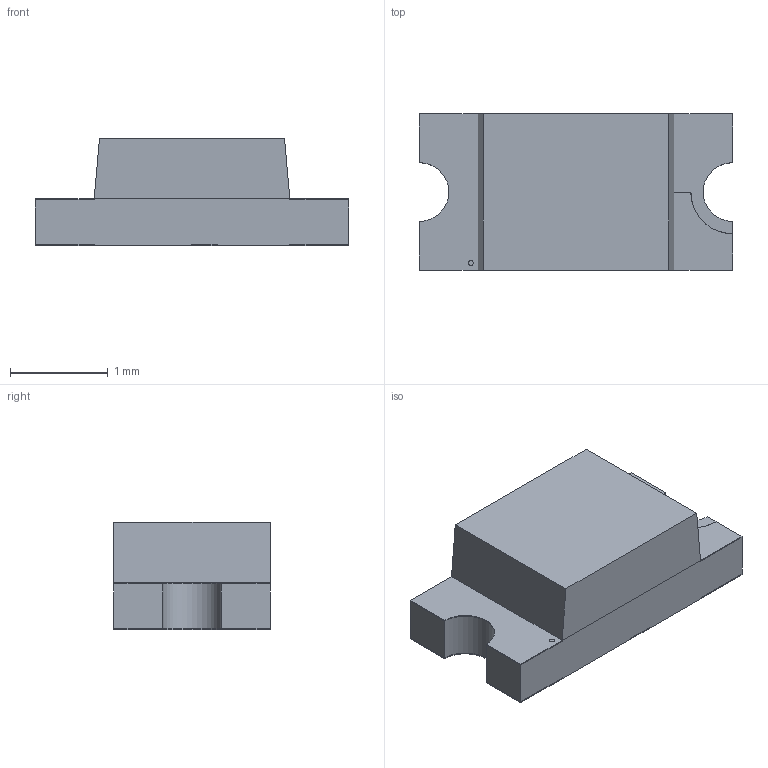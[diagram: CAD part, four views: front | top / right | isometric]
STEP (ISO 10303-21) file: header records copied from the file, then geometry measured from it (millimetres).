
FILE_DESCRIPTION(/* description */ ('Unknown'),/* implementation_level */ '2;1');
FILE_NAME(/* name */ '154120T1DA400',/* time_stamp */ '2018-07-05T08:31:09+02:00',/* author */ ('Unknown'),/* organization */ ('Unknown'),/* preprocessor_version */ 'ST-DEVELOPER v16.7',/* originating_system */ 'DEX',/* authorisation */ $);
FILE_SCHEMA (('AUTOMOTIVE_DESIGN {1 0 10303 214 3 1 1}'));
Length unit declared in the file: millimetre
Products named in the file (4): 154120T1DA400; PCB; Pins; Resin
Assembly tree (3 placements, depth 2):
  154120T1DA400
    PCB
    Pins
    Resin
Bounding box: 3.2 x 1.6 x 1.1 mm (x, y, z)
Volume: 4.3 mm3; surface area: 33 mm2
Topology: 8 solids, 8 shells, 90 faces, 219 edges, 146 vertices
Faces by surface type: plane 79, cylinder 11
Full cylindrical faces by diameter (mm): 0.05 x1
Entity records: 2729 total; most frequent: CARTESIAN_POINT 458, ORIENTED_EDGE 436, DIRECTION 428, EDGE_CURVE 218, LINE 196, VECTOR 196, VERTEX_POINT 146, AXIS2_PLACEMENT_3D 116
